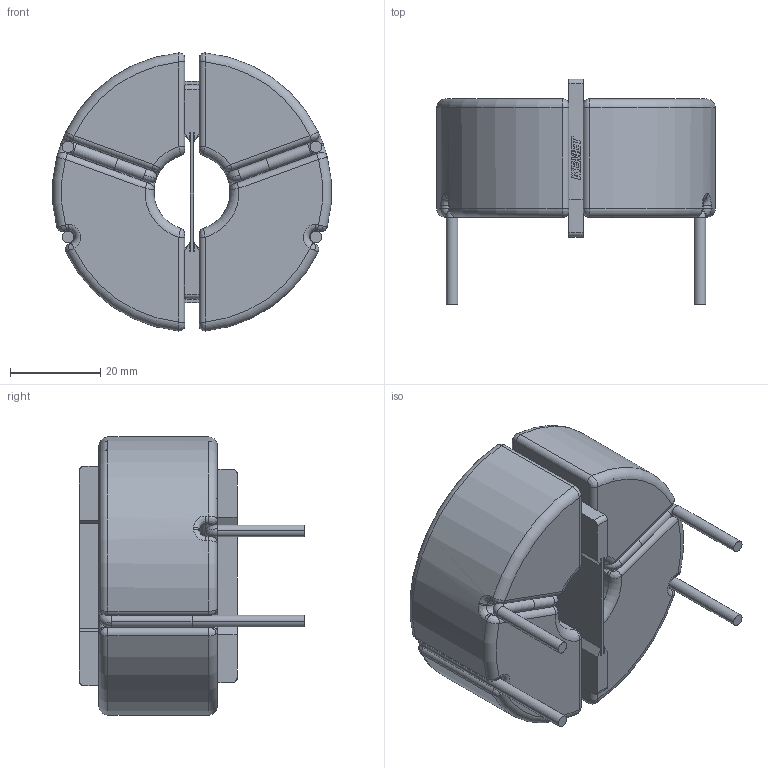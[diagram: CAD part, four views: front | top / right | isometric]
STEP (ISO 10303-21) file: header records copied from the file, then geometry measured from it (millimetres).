
FILE_DESCRIPTION (( 'STEP AP214' ), '1' );
FILE_NAME ('SC-30-100.STEP', '2019-01-31T07:06:44', ( '' ), ( '' ), 'SwSTEP 2.0', 'SolidWorks 2018', '' );
FILE_SCHEMA (( 'AUTOMOTIVE_DESIGN' ));
Length unit declared in the file: millimetre
Products named in the file (1): SC-30-100
Bounding box: 61.79 x 50 x 61.71 mm (x, y, z)
Volume: 72311.2 mm3; surface area: 17645.1 mm2
Topology: 1 solids, 1 shells, 342 faces, 891 edges, 554 vertices
Faces by surface type: plane 141, cylinder 93, torus 54, bspline 48, cone 6
Entity records: 16609 total; most frequent: CARTESIAN_POINT 4944, ORIENTED_EDGE 1782, DIRECTION 1527, EDGE_CURVE 891, AXIS2_PLACEMENT_3D 583, VERTEX_POINT 554, LINE 361, VECTOR 361
